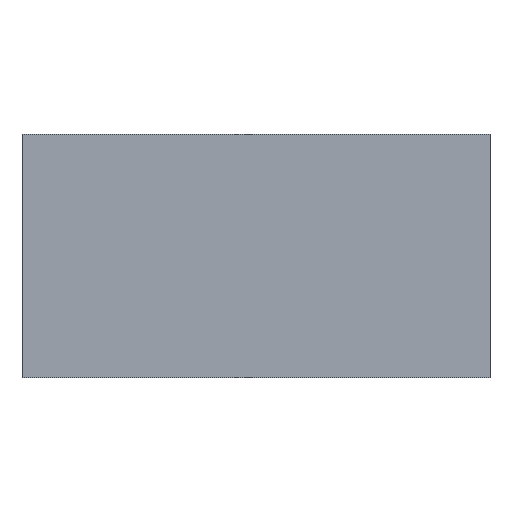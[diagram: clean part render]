
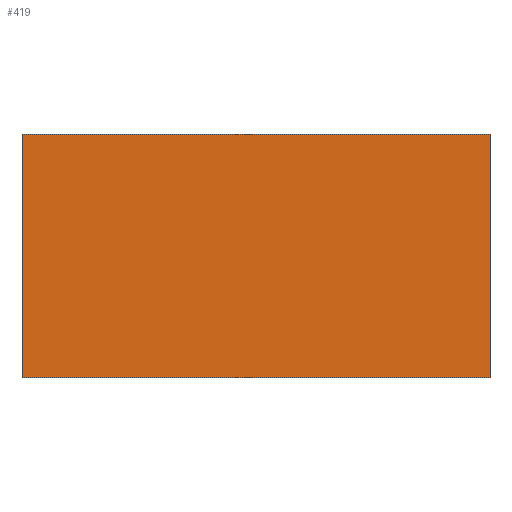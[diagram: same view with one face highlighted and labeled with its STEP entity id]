
A CAD part, top view. The second image highlights one B-rep face of the part: STEP entity #419.
In plain terms, the highlighted planar face has unit normal (0, 0, 1).
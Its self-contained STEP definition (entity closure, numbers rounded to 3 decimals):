
#363=CARTESIAN_POINT('',(3.175,1.65,0.627));
#364=VERTEX_POINT('',#363);
#365=CARTESIAN_POINT('',(3.175,-1.65,0.627));
#366=VERTEX_POINT('',#365);
#367=CARTESIAN_POINT('',(3.175,1.65,0.627));
#368=DIRECTION('',(0.0,-1.0,0.0));
#369=VECTOR('',#368,3.3);
#370=LINE('',#367,#369);
#371=EDGE_CURVE('',#364,#366,#370,.T.);
#389=CARTESIAN_POINT('',(0.0,0.,0.627));
#390=DIRECTION('',(0.0,0.0,1.0));
#391=DIRECTION('',(1.0,0.0,0.0));
#392=AXIS2_PLACEMENT_3D('',#389,#390,#391);
#393=PLANE('',#392);
#394=ORIENTED_EDGE('',*,*,#371,.F.);
#395=CARTESIAN_POINT('',(-3.175,1.65,0.627));
#396=VERTEX_POINT('',#395);
#397=CARTESIAN_POINT('',(-3.175,1.65,0.627));
#398=DIRECTION('',(1.0,0.0,0.0));
#399=VECTOR('',#398,6.35);
#400=LINE('',#397,#399);
#401=EDGE_CURVE('',#396,#364,#400,.T.);
#402=ORIENTED_EDGE('',*,*,#401,.F.);
#403=CARTESIAN_POINT('',(-3.175,-1.65,0.627));
#404=VERTEX_POINT('',#403);
#405=CARTESIAN_POINT('',(-3.175,-1.65,0.627));
#406=DIRECTION('',(0.0,1.0,0.0));
#407=VECTOR('',#406,3.3);
#408=LINE('',#405,#407);
#409=EDGE_CURVE('',#404,#396,#408,.T.);
#410=ORIENTED_EDGE('',*,*,#409,.F.);
#411=CARTESIAN_POINT('',(3.175,-1.65,0.627));
#412=DIRECTION('',(-1.0,0.0,0.0));
#413=VECTOR('',#412,6.35);
#414=LINE('',#411,#413);
#415=EDGE_CURVE('',#366,#404,#414,.T.);
#416=ORIENTED_EDGE('',*,*,#415,.F.);
#417=EDGE_LOOP('',(#394,#402,#410,#416));
#418=FACE_OUTER_BOUND('',#417,.T.);
#419=ADVANCED_FACE('',(#418),#393,.T.);
